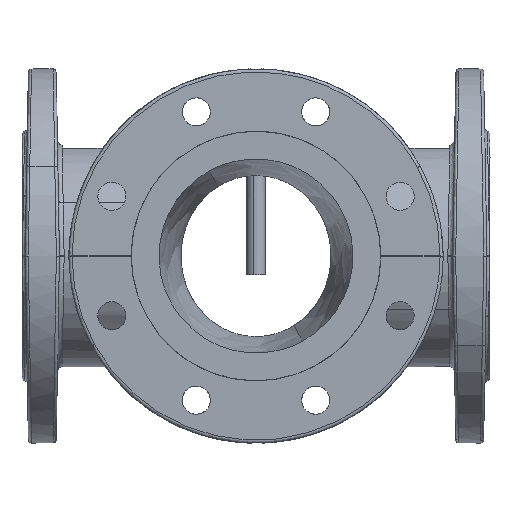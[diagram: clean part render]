
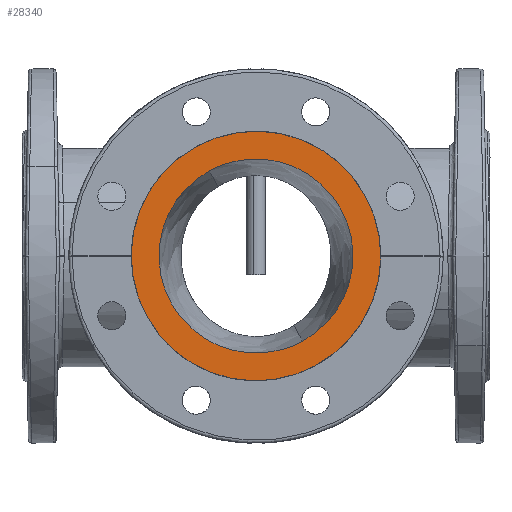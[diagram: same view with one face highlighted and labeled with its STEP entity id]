
A CAD part, front view. The second image highlights one B-rep face of the part: STEP entity #28340.
In plain terms, the highlighted planar face has unit normal (0, -1, 0).
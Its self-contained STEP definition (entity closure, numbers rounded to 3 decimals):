
#27621=CARTESIAN_POINT('Vertex',(-70.207,-150.,-38.354)) ;
#27628=CARTESIAN_POINT('Vertex',(70.207,-150.,38.354)) ;
#27631=CARTESIAN_POINT('Axis2P3D Location',(0.,-150.,0.)) ;
#27645=CARTESIAN_POINT('Axis2P3D Location',(0.,-150.,0.)) ;
#27715=CARTESIAN_POINT('Vertex',(29.828,-150.,-54.6)) ;
#27719=CARTESIAN_POINT('Control Point',(29.828,-150.,-54.6)) ;
#27720=CARTESIAN_POINT('Control Point',(37.971,-150.,-50.152)) ;
#27721=CARTESIAN_POINT('Control Point',(45.284,-150.,-44.186)) ;
#27722=CARTESIAN_POINT('Control Point',(51.39,-150.,-36.907)) ;
#27723=CARTESIAN_POINT('Control Point',(60.596,-150.,-20.427)) ;
#27724=CARTESIAN_POINT('Control Point',(63.246,-150.,-1.738)) ;
#27725=CARTESIAN_POINT('Control Point',(62.793,-150.,7.753)) ;
#27726=CARTESIAN_POINT('Control Point',(58.375,-150.,26.105)) ;
#27727=CARTESIAN_POINT('Control Point',(47.642,-150.,41.633)) ;
#27728=CARTESIAN_POINT('Control Point',(40.87,-150.,48.298)) ;
#27729=CARTESIAN_POINT('Control Point',(23.5,-150.,59.9)) ;
#27730=CARTESIAN_POINT('Control Point',(2.795,-150.,63.715)) ;
#27731=CARTESIAN_POINT('Control Point',(-8.851,-150.,63.159)) ;
#27732=CARTESIAN_POINT('Control Point',(-19.95,-150.,59.997)) ;
#27733=CARTESIAN_POINT('Control Point',(-29.828,-150.,54.6)) ;
#27734=CARTESIAN_POINT('Vertex',(-29.828,-150.,54.6)) ;
#27798=CARTESIAN_POINT('Control Point',(-29.828,-150.,54.6)) ;
#27799=CARTESIAN_POINT('Control Point',(-37.971,-150.,50.152)) ;
#27800=CARTESIAN_POINT('Control Point',(-45.284,-150.,44.186)) ;
#27801=CARTESIAN_POINT('Control Point',(-51.39,-150.,36.907)) ;
#27802=CARTESIAN_POINT('Control Point',(-60.596,-150.,20.427)) ;
#27803=CARTESIAN_POINT('Control Point',(-63.246,-150.,1.738)) ;
#27804=CARTESIAN_POINT('Control Point',(-62.793,-150.,-7.753)) ;
#27805=CARTESIAN_POINT('Control Point',(-58.375,-150.,-26.105)) ;
#27806=CARTESIAN_POINT('Control Point',(-47.642,-150.,-41.633)) ;
#27807=CARTESIAN_POINT('Control Point',(-40.87,-150.,-48.298)) ;
#27808=CARTESIAN_POINT('Control Point',(-23.5,-150.,-59.9)) ;
#27809=CARTESIAN_POINT('Control Point',(-2.795,-150.,-63.715)) ;
#27810=CARTESIAN_POINT('Control Point',(8.851,-150.,-63.159)) ;
#27811=CARTESIAN_POINT('Control Point',(19.95,-150.,-59.997)) ;
#27812=CARTESIAN_POINT('Control Point',(29.828,-150.,-54.6)) ;
#28327=CARTESIAN_POINT('Axis2P3D Location',(150.,-150.,0.)) ;
#27632=DIRECTION('Axis2P3D Direction',(0.,-1.,0.)) ;
#27646=DIRECTION('Axis2P3D Direction',(0.,-1.,0.)) ;
#28328=DIRECTION('Axis2P3D Direction',(-0.,-1.,-0.)) ;
#28329=DIRECTION('Axis2P3D XDirection',(-1.,0.,0.)) ;
#27633=AXIS2_PLACEMENT_3D('Circle Axis2P3D',#27631,#27632,$) ;
#27647=AXIS2_PLACEMENT_3D('Circle Axis2P3D',#27645,#27646,$) ;
#28330=AXIS2_PLACEMENT_3D('Plane Axis2P3D',#28327,#28328,#28329) ;
#28333=ORIENTED_EDGE('',*,*,#27635,.T.) ;
#28334=ORIENTED_EDGE('',*,*,#27649,.T.) ;
#28337=ORIENTED_EDGE('',*,*,#27813,.F.) ;
#28338=ORIENTED_EDGE('',*,*,#27736,.F.) ;
#28339=FACE_BOUND('',#28336,.T.) ;
#28340=ADVANCED_FACE('Body.2',(#28335,#28339),#28331,.T.) ;
#27718=B_SPLINE_CURVE_WITH_KNOTS('',5,(#27719,#27720,#27721,#27722,#27723,#27724,#27725,#27726,#27727,#27728,#27729,#27730,#27731,#27732,#27733),.UNSPECIFIED.,.F.,.U.,(6,3,3,3,6),(0.,61.368,122.737,184.105,258.556),.UNSPECIFIED.) ;
#27797=B_SPLINE_CURVE_WITH_KNOTS('',5,(#27798,#27799,#27800,#27801,#27802,#27803,#27804,#27805,#27806,#27807,#27808,#27809,#27810,#27811,#27812),.UNSPECIFIED.,.F.,.U.,(6,3,3,3,6),(0.,61.368,122.737,184.105,258.556),.UNSPECIFIED.) ;
#27634=CIRCLE('generated circle',#27633,80.) ;
#27648=CIRCLE('generated circle',#27647,80.) ;
#27635=EDGE_CURVE('',#27622,#27629,#27634,.T.) ;
#27649=EDGE_CURVE('',#27629,#27622,#27648,.T.) ;
#27736=EDGE_CURVE('',#27716,#27735,#27718,.T.) ;
#27813=EDGE_CURVE('',#27735,#27716,#27797,.T.) ;
#28332=EDGE_LOOP('',(#28333,#28334)) ;
#28336=EDGE_LOOP('',(#28337,#28338)) ;
#28335=FACE_OUTER_BOUND('',#28332,.T.) ;
#28331=PLANE('',#28330) ;
#27622=VERTEX_POINT('',#27621) ;
#27629=VERTEX_POINT('',#27628) ;
#27716=VERTEX_POINT('',#27715) ;
#27735=VERTEX_POINT('',#27734) ;
